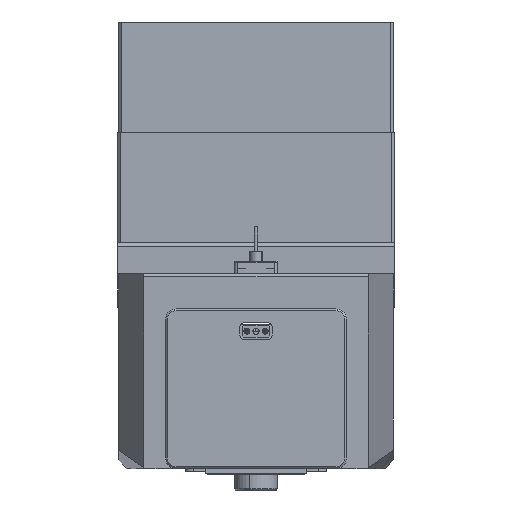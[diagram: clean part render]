
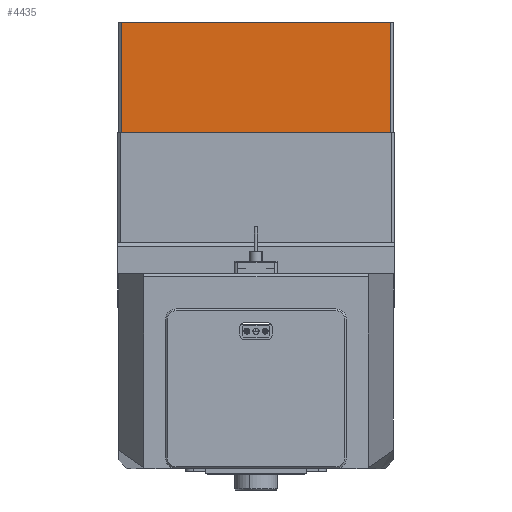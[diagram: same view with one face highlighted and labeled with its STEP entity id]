
A CAD part, left-side view. The second image highlights one B-rep face of the part: STEP entity #4435.
In plain terms, the highlighted planar face has unit normal (-1, 0, 0).
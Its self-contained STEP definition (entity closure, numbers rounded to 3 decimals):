
#555 = DIRECTION ( 'NONE',  ( 1., 0., 0. ) ) ;
#564 = VERTEX_POINT ( 'NONE', #2069 ) ;
#701 = ORIENTED_EDGE ( 'NONE', *, *, #35541, .T. ) ;
#2069 = CARTESIAN_POINT ( 'NONE',  ( -160., 87.9, 0. ) ) ;
#2495 = VERTEX_POINT ( 'NONE', #30400 ) ;
#2870 = LINE ( 'NONE', #36031, #8045 ) ;
#3387 = CARTESIAN_POINT ( 'NONE',  ( -160., -87.9, 72. ) ) ;
#3523 = CARTESIAN_POINT ( 'NONE',  ( -160., 87.9, 72. ) ) ;
#4169 = VERTEX_POINT ( 'NONE', #28684 ) ;
#4435 = ADVANCED_FACE ( 'NONE', ( #6474 ), #40099, .F. ) ;
#5007 = ORIENTED_EDGE ( 'NONE', *, *, #36626, .T. ) ;
#5279 = DIRECTION ( 'NONE',  ( 0., -1., 0. ) ) ;
#6242 = DIRECTION ( 'NONE',  ( 0., -1., 0. ) ) ;
#6381 = EDGE_LOOP ( 'NONE', ( #18812, #701, #5007, #14634 ) ) ;
#6474 = FACE_OUTER_BOUND ( 'NONE', #6381, .T. ) ;
#8045 = VECTOR ( 'NONE', #6242, 1000. ) ;
#8803 = CARTESIAN_POINT ( 'NONE',  ( -160., -87.9, 72. ) ) ;
#11165 = EDGE_CURVE ( 'NONE', #2495, #16597, #31898, .T. ) ;
#13359 = DIRECTION ( 'NONE',  ( 0., 0., -1. ) ) ;
#14634 = ORIENTED_EDGE ( 'NONE', *, *, #11165, .T. ) ;
#15331 = LINE ( 'NONE', #3523, #29404 ) ;
#15421 = CARTESIAN_POINT ( 'NONE',  ( -160., 89.9, 72. ) ) ;
#16106 = AXIS2_PLACEMENT_3D ( 'NONE', #26991, #555, #20744 ) ;
#16597 = VERTEX_POINT ( 'NONE', #8803 ) ;
#18351 = EDGE_CURVE ( 'NONE', #4169, #16597, #31463, .T. ) ;
#18812 = ORIENTED_EDGE ( 'NONE', *, *, #18351, .F. ) ;
#20744 = DIRECTION ( 'NONE',  ( 0., 0., -1. ) ) ;
#26700 = VECTOR ( 'NONE', #32584, 1000. ) ;
#26991 = CARTESIAN_POINT ( 'NONE',  ( -160., 89.9, 72. ) ) ;
#28684 = CARTESIAN_POINT ( 'NONE',  ( -160., 87.9, 72. ) ) ;
#29404 = VECTOR ( 'NONE', #13359, 1000. ) ;
#30400 = CARTESIAN_POINT ( 'NONE',  ( -160., -87.9, 0. ) ) ;
#31463 = LINE ( 'NONE', #15421, #35657 ) ;
#31898 = LINE ( 'NONE', #3387, #26700 ) ;
#32584 = DIRECTION ( 'NONE',  ( 0., 0., 1. ) ) ;
#35541 = EDGE_CURVE ( 'NONE', #4169, #564, #15331, .T. ) ;
#35657 = VECTOR ( 'NONE', #5279, 1000. ) ;
#36031 = CARTESIAN_POINT ( 'NONE',  ( -160., 89.9, 0. ) ) ;
#36626 = EDGE_CURVE ( 'NONE', #564, #2495, #2870, .T. ) ;
#40099 = PLANE ( 'NONE',  #16106 ) ;
